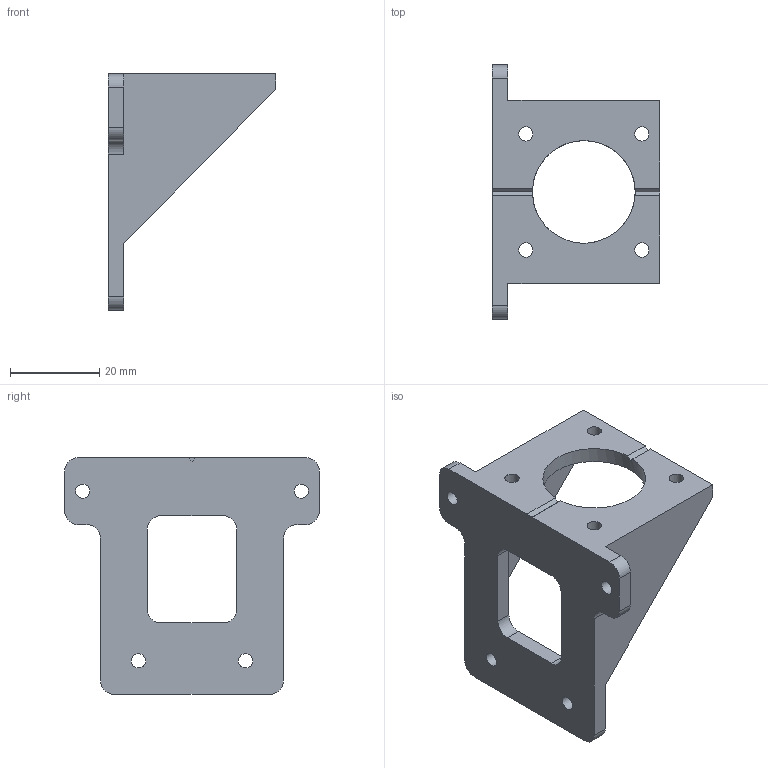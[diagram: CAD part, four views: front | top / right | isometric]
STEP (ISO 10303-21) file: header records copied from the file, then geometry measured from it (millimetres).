
FILE_DESCRIPTION(('FreeCAD Model'),'2;1');
FILE_NAME('y-motor-holder-mini-x1.step', '2021-06-28T13:12:01',('Author'),(''), 'Open CASCADE STEP processor 7.3','FreeCAD','Unknown');
FILE_SCHEMA(('AUTOMOTIVE_DESIGN { 1 0 10303 214 1 1 1 1 }'));
Length unit declared in the file: millimetre
Products named in the file (1): motor.holder
Bounding box: 37.5 x 57 x 53 mm (x, y, z)
Volume: 13943.4 mm3; surface area: 9708.8 mm2
Topology: 1 solids, 1 shells, 48 faces, 145 edges, 98 vertices
Faces by surface type: plane 27, cylinder 21
Full cylindrical faces by diameter (mm): 3.2 x8, 23 x1
Entity records: 3649 total; most frequent: CARTESIAN_POINT 728, DIRECTION 544, LINE 304, VECTOR 304, ORIENTED_EDGE 290, PCURVE 290, DEFINITIONAL_REPRESENTATION 290, EDGE_CURVE 145
